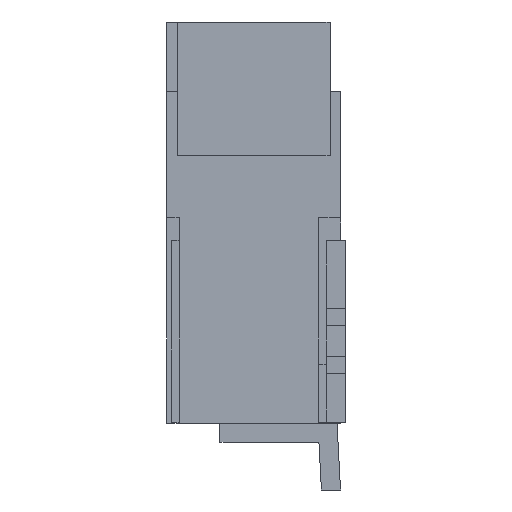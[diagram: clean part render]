
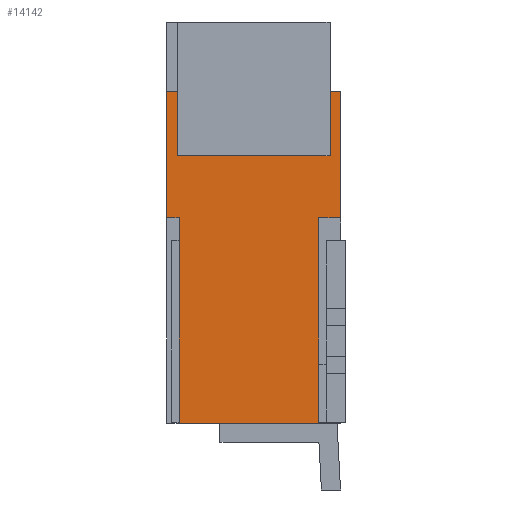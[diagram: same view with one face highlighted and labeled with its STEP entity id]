
A CAD part, left-side view. The second image highlights one B-rep face of the part: STEP entity #14142.
In plain terms, the highlighted planar face has unit normal (-1, 0, 0).
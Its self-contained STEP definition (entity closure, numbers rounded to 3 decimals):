
#1665=DIRECTION('',(0.,1.,0.));
#1666=VECTOR('',#1665,1.46);
#1667=CARTESIAN_POINT('',(0.,0.23,-4.2));
#1668=LINE('',#1667,#1666);
#4993=DIRECTION('',(0.,0.,1.));
#4994=VECTOR('',#4993,2.15);
#4995=CARTESIAN_POINT('',(0.,0.23,-4.2));
#4996=LINE('',#4995,#4994);
#5001=DIRECTION('',(0.,0.,-1.));
#5002=VECTOR('',#5001,1.32);
#5003=CARTESIAN_POINT('',(0.,1.82,-0.73));
#5004=LINE('',#5003,#5002);
#5005=DIRECTION('',(0.,1.,0.));
#5006=VECTOR('',#5005,1.82);
#5007=CARTESIAN_POINT('',(0.,0.,-0.73));
#5008=LINE('',#5007,#5006);
#5009=DIRECTION('',(0.,0.,1.));
#5010=VECTOR('',#5009,1.32);
#5011=CARTESIAN_POINT('',(0.,0.,-2.05));
#5012=LINE('',#5011,#5010);
#5033=DIRECTION('',(0.,0.,1.));
#5034=VECTOR('',#5033,2.15);
#5035=CARTESIAN_POINT('',(0.,1.69,-4.2));
#5036=LINE('',#5035,#5034);
#5085=DIRECTION('',(0.,-1.,0.));
#5086=VECTOR('',#5085,0.13);
#5087=CARTESIAN_POINT('',(0.,1.82,-2.05));
#5088=LINE('',#5087,#5086);
#5093=DIRECTION('',(0.,1.,0.));
#5094=VECTOR('',#5093,0.23);
#5095=CARTESIAN_POINT('',(0.,0.,-2.05));
#5096=LINE('',#5095,#5094);
#6011=CARTESIAN_POINT('',(0.,0.,-0.73));
#6013=VERTEX_POINT('',#6011);
#6015=CARTESIAN_POINT('',(0.,0.,-2.05));
#6016=VERTEX_POINT('',#6015);
#6201=CARTESIAN_POINT('',(0.,1.82,-0.73));
#6203=VERTEX_POINT('',#6201);
#6231=CARTESIAN_POINT('',(0.,1.82,-2.05));
#6232=VERTEX_POINT('',#6231);
#6245=CARTESIAN_POINT('',(0.,0.23,-4.2));
#6246=CARTESIAN_POINT('',(0.,1.69,-4.2));
#6247=VERTEX_POINT('',#6245);
#6248=VERTEX_POINT('',#6246);
#6249=CARTESIAN_POINT('',(0.,1.69,-2.05));
#6250=VERTEX_POINT('',#6249);
#6251=CARTESIAN_POINT('',(0.,0.23,-2.05));
#6252=VERTEX_POINT('',#6251);
#14124=CARTESIAN_POINT('',(0.,0.91,-2.465));
#14125=DIRECTION('',(1.,0.,0.));
#14126=DIRECTION('',(0.,0.,1.));
#14127=AXIS2_PLACEMENT_3D('',#14124,#14125,#14126);
#14128=PLANE('',#14127);
#14129=ORIENTED_EDGE('',*,*,#8996,.T.);
#14131=ORIENTED_EDGE('',*,*,#14130,.T.);
#14133=ORIENTED_EDGE('',*,*,#14132,.F.);
#14134=ORIENTED_EDGE('',*,*,#7477,.F.);
#14135=ORIENTED_EDGE('',*,*,#7524,.F.);
#14136=ORIENTED_EDGE('',*,*,#7224,.F.);
#14138=ORIENTED_EDGE('',*,*,#14137,.T.);
#14139=ORIENTED_EDGE('',*,*,#14114,.F.);
#14140=EDGE_LOOP('',(#14129,#14131,#14133,#14134,#14135,#14136,#14138,#14139));
#14141=FACE_OUTER_BOUND('',#14140,.F.);
#14142=ADVANCED_FACE('',(#14141),#14128,.F.);
#7224=EDGE_CURVE('',#6016,#6013,#5012,.T.);
#7477=EDGE_CURVE('',#6203,#6232,#5004,.T.);
#7524=EDGE_CURVE('',#6013,#6203,#5008,.T.);
#8996=EDGE_CURVE('',#6247,#6248,#1668,.T.);
#14114=EDGE_CURVE('',#6247,#6252,#4996,.T.);
#14130=EDGE_CURVE('',#6248,#6250,#5036,.T.);
#14132=EDGE_CURVE('',#6232,#6250,#5088,.T.);
#14137=EDGE_CURVE('',#6016,#6252,#5096,.T.);
